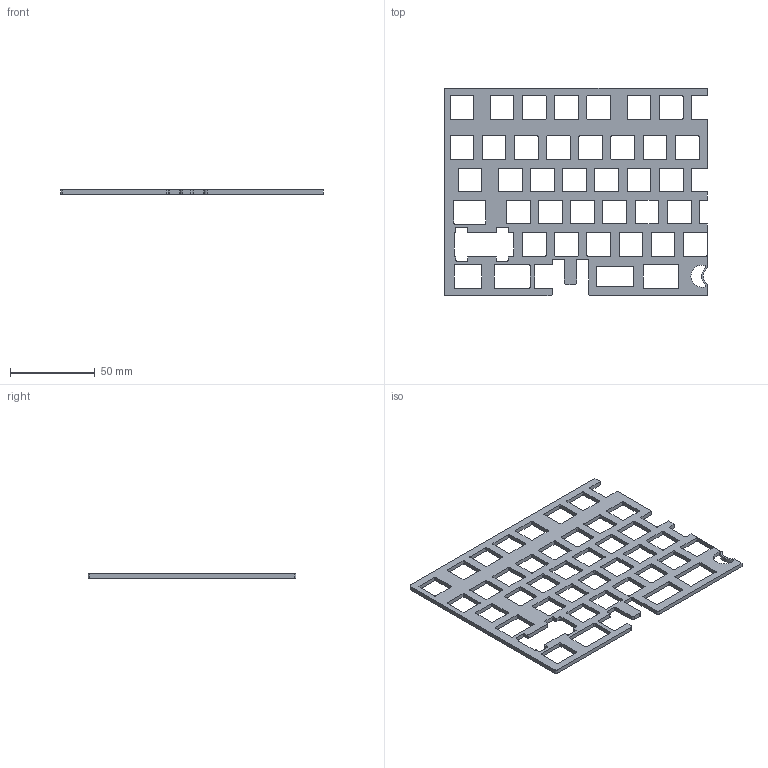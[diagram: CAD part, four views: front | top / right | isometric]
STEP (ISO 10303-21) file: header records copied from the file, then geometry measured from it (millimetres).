
FILE_DESCRIPTION (( 'STEP AP203' ), '1' );
FILE_NAME ('QK75 LEFT .STEP', '2024-03-03T23:46:13', ( '' ), ( '' ), 'SwSTEP 2.0', 'SolidWorks 2023', '' );
FILE_SCHEMA (( 'CONFIG_CONTROL_DESIGN' ));
Length unit declared in the file: millimetre
Products named in the file (1): QK75 LEFT 
Bounding box: 155.46 x 123.01 x 2.5 mm (x, y, z)
Volume: 23910.4 mm3; surface area: 26784 mm2
Topology: 1 solids, 1 shells, 411 faces, 1227 edges, 818 vertices
Faces by surface type: plane 207, cylinder 204
Entity records: 14170 total; most frequent: DIRECTION 2459, CARTESIAN_POINT 2457, ORIENTED_EDGE 2454, EDGE_CURVE 1227, AXIS2_PLACEMENT_3D 820, VECTOR 819, LINE 819, VERTEX_POINT 818
